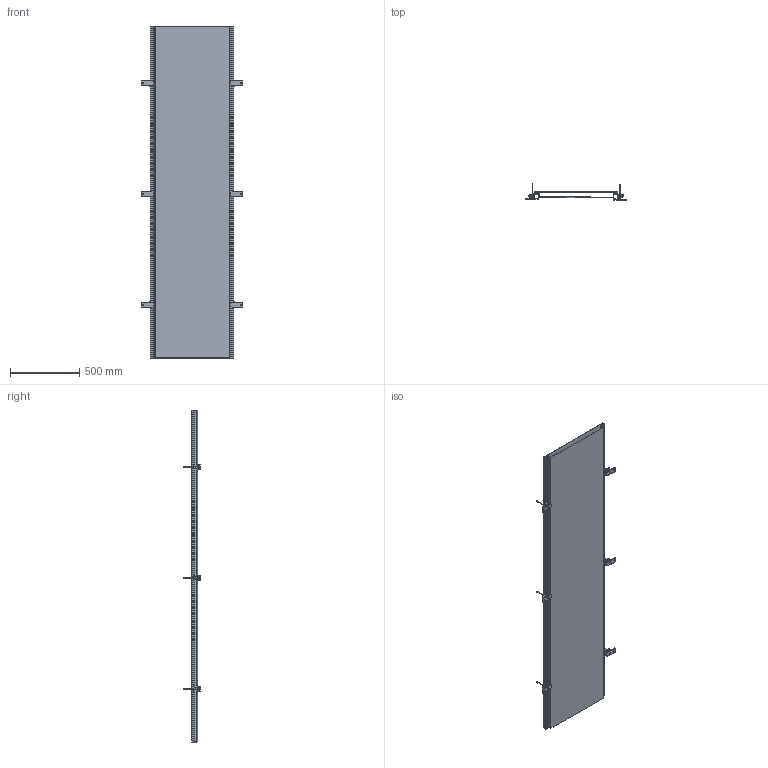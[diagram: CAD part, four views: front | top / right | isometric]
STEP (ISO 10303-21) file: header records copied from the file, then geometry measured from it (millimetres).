
FILE_DESCRIPTION (( 'STEP AP214' ), '1' );
FILE_NAME ('7424408_KSTP1.stp', '2017-06-07T07:06:52', ( '' ), ( '' ), 'SwSTEP 2.0', 'SolidWorks 2016', '' );
FILE_SCHEMA (( 'AUTOMOTIVE_DESIGN' ));
Length unit declared in the file: millimetre
Products named in the file (13): 001133_Standard; 7424408_KSTP1; 32941A_Standard; 43422F_Standard; 32812b_Standard; 43423F_Standard; 43928A_Standard; 001232_Standard; 001132_Standard; 001131_Standard; 001701_Nivellierst》ze 110; 001134_Standard; 108251_110 mm l„nge
Assembly tree (26 placements, depth 3):
  7424408_KSTP1
    001701_Nivellierst》ze 110  x6
      001133_Standard
      108251_110 mm l„nge
      001134_Standard
    001232_Standard  x6
      001131_Standard
      001132_Standard
    32941A_Standard
      43928A_Standard
      43423F_Standard  x2
      32812b_Standard  x2
      43422F_Standard  x3
Bounding box: 733.83 x 118.4 x 2400 mm (x, y, z)
Volume: 8549170.6 mm3; surface area: 7413294 mm2
Topology: 38 solids, 38 shells, 980 faces, 2552 edges, 1654 vertices
Faces by surface type: plane 832, cylinder 118, cone 30
Entity records: 8520 total; most frequent: CARTESIAN_POINT 1288, ORIENTED_EDGE 1228, DIRECTION 1211, EDGE_CURVE 614, VECTOR 549, LINE 549, VERTEX_POINT 397, AXIS2_PLACEMENT_3D 331
